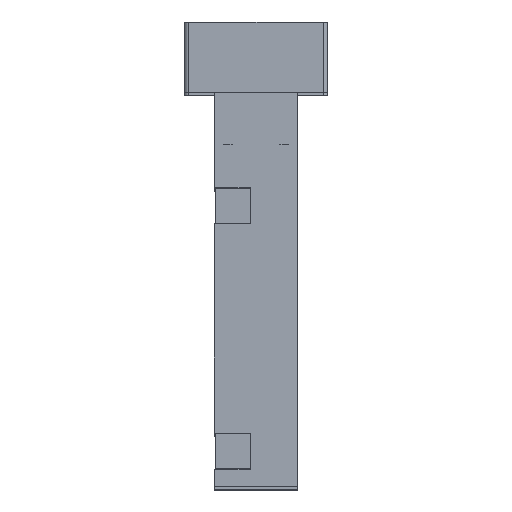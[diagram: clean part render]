
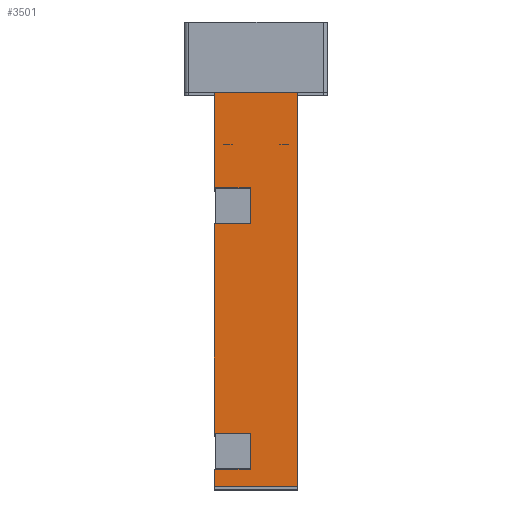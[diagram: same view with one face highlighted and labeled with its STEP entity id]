
A CAD part, top view. The second image highlights one B-rep face of the part: STEP entity #3501.
In plain terms, the highlighted face is planar.
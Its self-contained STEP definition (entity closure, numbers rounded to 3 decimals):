
#346 = PLANE ( 'NONE',  #2653 ) ;
#347 = CARTESIAN_POINT ( 'NONE',  ( -9.5, 90., -9.5 ) ) ;
#348 = DIRECTION ( 'NONE',  ( 1., 0., 0. ) ) ;
#349 = DIRECTION ( 'NONE',  ( 0., 0., -1. ) ) ;
#466 = LINE ( 'NONE', #467, #2720 ) ;
#467 = CARTESIAN_POINT ( 'NONE',  ( -9.5, 30., 1.3 ) ) ;
#468 = DIRECTION ( 'NONE',  ( 0., -1., 0. ) ) ;
#520 = LINE ( 'NONE', #521, #2741 ) ;
#521 = CARTESIAN_POINT ( 'NONE',  ( -9.5, 86., 1.3 ) ) ;
#522 = DIRECTION ( 'NONE',  ( 0., -1., 0. ) ) ;
#526 = LINE ( 'NONE', #527, #2743 ) ;
#527 = CARTESIAN_POINT ( 'NONE',  ( -9.5, 77.8, 1.3 ) ) ;
#528 = DIRECTION ( 'NONE',  ( 0., 0., 1. ) ) ;
#535 = LINE ( 'NONE', #536, #2747 ) ;
#536 = CARTESIAN_POINT ( 'NONE',  ( -9.5, 86., 9.5 ) ) ;
#537 = DIRECTION ( 'NONE',  ( 0., 0., -1. ) ) ;
#553 = LINE ( 'NONE', #554, #2756 ) ;
#554 = CARTESIAN_POINT ( 'NONE',  ( -9.5, 30., 9.5 ) ) ;
#555 = DIRECTION ( 'NONE',  ( 0., 0., -1. ) ) ;
#864 = EDGE_LOOP ( 'NONE', ( #1257, #1074, #1201, #1073, #1072, #1071, #1069, #1070, #1068, #1067, #1066, #1065 ) ) ;
#1065 = ORIENTED_EDGE ( 'NONE', *, *, #3727, .T. ) ;
#1066 = ORIENTED_EDGE ( 'NONE', *, *, #3616, .T. ) ;
#1067 = ORIENTED_EDGE ( 'NONE', *, *, #3716, .F. ) ;
#1068 = ORIENTED_EDGE ( 'NONE', *, *, #3071, .F. ) ;
#1069 = ORIENTED_EDGE ( 'NONE', *, *, #3556, .F. ) ;
#1070 = ORIENTED_EDGE ( 'NONE', *, *, #3561, .F. ) ;
#1071 = ORIENTED_EDGE ( 'NONE', *, *, #3558, .F. ) ;
#1072 = ORIENTED_EDGE ( 'NONE', *, *, #3587, .F. ) ;
#1073 = ORIENTED_EDGE ( 'NONE', *, *, #3567, .F. ) ;
#1074 = ORIENTED_EDGE ( 'NONE', *, *, #3658, .F. ) ;
#1201 = ORIENTED_EDGE ( 'NONE', *, *, #3538, .F. ) ;
#1257 = ORIENTED_EDGE ( 'NONE', *, *, #3584, .F. ) ;
#1427 = LINE ( 'NONE', #1428, #5291 ) ;
#1428 = CARTESIAN_POINT ( 'NONE',  ( -9.5, 0., -9.5 ) ) ;
#1429 = DIRECTION ( 'NONE',  ( 0., 0., 1. ) ) ;
#2010 = CARTESIAN_POINT ( 'NONE',  ( -9.5, 77.8, 1.3 ) ) ;
#2024 = CARTESIAN_POINT ( 'NONE',  ( -9.5, 30., 1.3 ) ) ;
#2031 = CARTESIAN_POINT ( 'NONE',  ( -9.5, 90., -9.5 ) ) ;
#2032 = CARTESIAN_POINT ( 'NONE',  ( -9.5, 0., -9.5 ) ) ;
#2033 = CARTESIAN_POINT ( 'NONE',  ( -9.5, 21.8, 1.3 ) ) ;
#2074 = CARTESIAN_POINT ( 'NONE',  ( -9.5, 0., 9.5 ) ) ;
#2077 = CARTESIAN_POINT ( 'NONE',  ( -9.5, 21.8, 9.5 ) ) ;
#2083 = CARTESIAN_POINT ( 'NONE',  ( -9.5, 86., 1.3 ) ) ;
#2088 = CARTESIAN_POINT ( 'NONE',  ( -9.5, 86., 9.5 ) ) ;
#2099 = CARTESIAN_POINT ( 'NONE',  ( -9.5, 90., 9.5 ) ) ;
#2137 = CARTESIAN_POINT ( 'NONE',  ( -9.5, 77.8, 9.5 ) ) ;
#2141 = CARTESIAN_POINT ( 'NONE',  ( -9.5, 30., 9.5 ) ) ;
#2648 = FACE_OUTER_BOUND ( 'NONE', #864, .T. ) ;
#2653 = AXIS2_PLACEMENT_3D ( 'NONE', #347, #348, #349 ) ;
#2720 = VECTOR ( 'NONE', #468, 1000. ) ;
#2741 = VECTOR ( 'NONE', #522, 1000. ) ;
#2743 = VECTOR ( 'NONE', #528, 1000. ) ;
#2747 = VECTOR ( 'NONE', #537, 1000. ) ;
#2756 = VECTOR ( 'NONE', #555, 1000. ) ;
#2776 = VECTOR ( 'NONE', #5546, 1000. ) ;
#2779 = VECTOR ( 'NONE', #5555, 1000. ) ;
#3071 = EDGE_CURVE ( 'NONE', #6484, #6473, #5029, .T. ) ;
#3501 = ADVANCED_FACE ( 'NONE', ( #2648 ), #346, .F. ) ;
#3538 = EDGE_CURVE ( 'NONE', #6409, #6418, #466, .T. ) ;
#3556 = EDGE_CURVE ( 'NONE', #6468, #6395, #520, .T. ) ;
#3558 = EDGE_CURVE ( 'NONE', #6395, #6522, #526, .T. ) ;
#3561 = EDGE_CURVE ( 'NONE', #6473, #6468, #535, .T. ) ;
#3567 = EDGE_CURVE ( 'NONE', #6526, #6409, #553, .T. ) ;
#3584 = EDGE_CURVE ( 'NONE', #6462, #6459, #5544, .T. ) ;
#3587 = EDGE_CURVE ( 'NONE', #6522, #6526, #5553, .T. ) ;
#3616 = EDGE_CURVE ( 'NONE', #6416, #6417, #5646, .T. ) ;
#3658 = EDGE_CURVE ( 'NONE', #6418, #6462, #5774, .T. ) ;
#3716 = EDGE_CURVE ( 'NONE', #6416, #6484, #6073, .T. ) ;
#3727 = EDGE_CURVE ( 'NONE', #6417, #6459, #1427, .T. ) ;
#4506 = VECTOR ( 'NONE', #5031, 1000. ) ;
#5029 = LINE ( 'NONE', #5030, #4506 ) ;
#5030 = CARTESIAN_POINT ( 'NONE',  ( -9.5, 90., 9.5 ) ) ;
#5031 = DIRECTION ( 'NONE',  ( 0., -1., 0. ) ) ;
#5137 = VECTOR ( 'NONE', #5648, 1000. ) ;
#5204 = VECTOR ( 'NONE', #5776, 1000. ) ;
#5281 = VECTOR ( 'NONE', #6075, 1000. ) ;
#5291 = VECTOR ( 'NONE', #1429, 1000. ) ;
#5544 = LINE ( 'NONE', #5545, #2776 ) ;
#5545 = CARTESIAN_POINT ( 'NONE',  ( -9.5, 90., 9.5 ) ) ;
#5546 = DIRECTION ( 'NONE',  ( 0., -1., 0. ) ) ;
#5553 = LINE ( 'NONE', #5554, #2779 ) ;
#5554 = CARTESIAN_POINT ( 'NONE',  ( -9.5, 90., 9.5 ) ) ;
#5555 = DIRECTION ( 'NONE',  ( 0., -1., 0. ) ) ;
#5646 = LINE ( 'NONE', #5647, #5137 ) ;
#5647 = CARTESIAN_POINT ( 'NONE',  ( -9.5, 90., -9.5 ) ) ;
#5648 = DIRECTION ( 'NONE',  ( 0., -1., 0. ) ) ;
#5774 = LINE ( 'NONE', #5775, #5204 ) ;
#5775 = CARTESIAN_POINT ( 'NONE',  ( -9.5, 21.8, 1.3 ) ) ;
#5776 = DIRECTION ( 'NONE',  ( 0., 0., 1. ) ) ;
#6073 = LINE ( 'NONE', #6074, #5281 ) ;
#6074 = CARTESIAN_POINT ( 'NONE',  ( -9.5, 90., -9.5 ) ) ;
#6075 = DIRECTION ( 'NONE',  ( 0., 0., 1. ) ) ;
#6395 = VERTEX_POINT ( 'NONE', #2010 ) ;
#6409 = VERTEX_POINT ( 'NONE', #2024 ) ;
#6416 = VERTEX_POINT ( 'NONE', #2031 ) ;
#6417 = VERTEX_POINT ( 'NONE', #2032 ) ;
#6418 = VERTEX_POINT ( 'NONE', #2033 ) ;
#6459 = VERTEX_POINT ( 'NONE', #2074 ) ;
#6462 = VERTEX_POINT ( 'NONE', #2077 ) ;
#6468 = VERTEX_POINT ( 'NONE', #2083 ) ;
#6473 = VERTEX_POINT ( 'NONE', #2088 ) ;
#6484 = VERTEX_POINT ( 'NONE', #2099 ) ;
#6522 = VERTEX_POINT ( 'NONE', #2137 ) ;
#6526 = VERTEX_POINT ( 'NONE', #2141 ) ;
